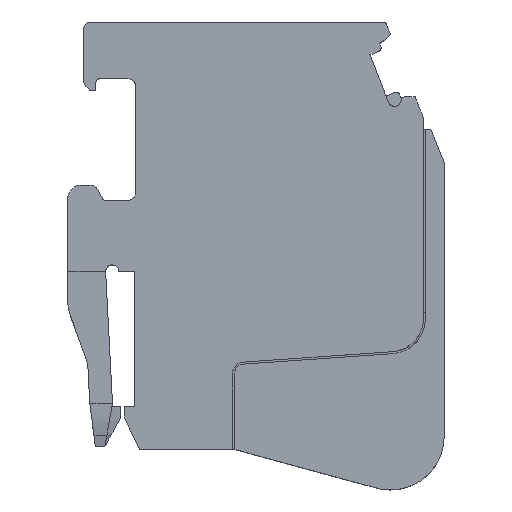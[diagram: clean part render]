
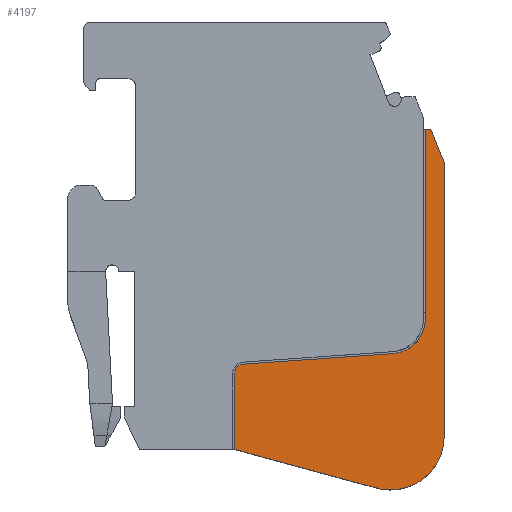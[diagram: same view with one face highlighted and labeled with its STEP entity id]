
A CAD part, top view. The second image highlights one B-rep face of the part: STEP entity #4197.
In plain terms, the highlighted planar face has unit normal (0, 0, 1).
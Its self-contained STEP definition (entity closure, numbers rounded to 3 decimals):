
#240 = VECTOR ( 'NONE', #2345, 1000. ) ;
#285 = VECTOR ( 'NONE', #2496, 1000. ) ;
#434 = CARTESIAN_POINT ( 'NONE',  ( 11.087, -20.062, 7.5 ) ) ;
#498 = CARTESIAN_POINT ( 'NONE',  ( -7.573, -23.053, 7.5 ) ) ;
#516 = DIRECTION ( 'NONE',  ( 1., 0., 0. ) ) ;
#609 = VECTOR ( 'NONE', #841, 1000. ) ;
#727 = CARTESIAN_POINT ( 'NONE',  ( 26.679, -19.053, 7.5 ) ) ;
#748 = LINE ( 'NONE', #4143, #609 ) ;
#801 = EDGE_CURVE ( 'NONE', #3012, #4205, #1742, .T. ) ;
#841 = DIRECTION ( 'NONE',  ( -0.965, 0.262, 0. ) ) ;
#845 = VERTEX_POINT ( 'NONE', #1628 ) ;
#926 = EDGE_LOOP ( 'NONE', ( #2633, #3166, #4553, #2024, #2742, #2675, #2326, #4992, #4639, #2075, #4467, #1070 ) ) ;
#972 = VERTEX_POINT ( 'NONE', #4833 ) ;
#984 = CARTESIAN_POINT ( 'NONE',  ( 25.679, 3.95, 7.5 ) ) ;
#1070 = ORIENTED_EDGE ( 'NONE', *, *, #3068, .T. ) ;
#1078 = VERTEX_POINT ( 'NONE', #4240 ) ;
#1119 = EDGE_CURVE ( 'NONE', #1963, #1756, #3609, .T. ) ;
#1210 = EDGE_CURVE ( 'NONE', #1756, #4205, #4146, .T. ) ;
#1260 = VECTOR ( 'NONE', #3485, 1000. ) ;
#1271 = EDGE_CURVE ( 'NONE', #2078, #4783, #4079, .T. ) ;
#1353 = VERTEX_POINT ( 'NONE', #2542 ) ;
#1574 = VECTOR ( 'NONE', #516, 1000. ) ;
#1628 = CARTESIAN_POINT ( 'NONE',  ( 25.269, -10.212, 7.5 ) ) ;
#1654 = CARTESIAN_POINT ( 'NONE',  ( 22.804, -12.853, 7.5 ) ) ;
#1668 = CARTESIAN_POINT ( 'NONE',  ( 23.126, -12.83, 7.5 ) ) ;
#1680 = CARTESIAN_POINT ( 'NONE',  ( 23.434, -12.751, 7.5 ) ) ;
#1688 = CARTESIAN_POINT ( 'NONE',  ( 23.745, -12.608, 7.5 ) ) ;
#1700 = CARTESIAN_POINT ( 'NONE',  ( 23.766, -12.598, 7.5 ) ) ;
#1702 = VERTEX_POINT ( 'NONE', #984 ) ;
#1707 = CARTESIAN_POINT ( 'NONE',  ( 23.805, -12.579, 7.5 ) ) ;
#1718 = CARTESIAN_POINT ( 'NONE',  ( 23.863, -12.55, 7.5 ) ) ;
#1728 = CARTESIAN_POINT ( 'NONE',  ( 23.994, -12.478, 7.5 ) ) ;
#1736 = CARTESIAN_POINT ( 'NONE',  ( 24.245, -12.315, 7.5 ) ) ;
#1741 = CARTESIAN_POINT ( 'NONE',  ( 24.438, -12.145, 7.5 ) ) ;
#1742 = LINE ( 'NONE', #498, #1574 ) ;
#1748 = CARTESIAN_POINT ( 'NONE',  ( 24.794, -11.763, 7.5 ) ) ;
#1755 = CARTESIAN_POINT ( 'NONE',  ( 24.974, -11.474, 7.5 ) ) ;
#1756 = VERTEX_POINT ( 'NONE', #727 ) ;
#1760 = CARTESIAN_POINT ( 'NONE',  ( 25.105, -11.129, 7.5 ) ) ;
#1768 = CARTESIAN_POINT ( 'NONE',  ( 25.111, -11.111, 7.5 ) ) ;
#1773 = CARTESIAN_POINT ( 'NONE',  ( 25.125, -11.073, 7.5 ) ) ;
#1782 = CARTESIAN_POINT ( 'NONE',  ( 25.144, -11.016, 7.5 ) ) ;
#1790 = CARTESIAN_POINT ( 'NONE',  ( 25.185, -10.883, 7.5 ) ) ;
#1794 = CARTESIAN_POINT ( 'NONE',  ( 25.247, -10.612, 7.5 ) ) ;
#1809 = CARTESIAN_POINT ( 'NONE',  ( 25.269, -10.212, 7.5 ) ) ;
#1852 = CARTESIAN_POINT ( 'NONE',  ( 25.269, -10.374, 7.5 ) ) ;
#1912 = DIRECTION ( 'NONE',  ( 0., -1., 0. ) ) ;
#1953 = CARTESIAN_POINT ( 'NONE',  ( 25.269, -10.546, 7.5 ) ) ;
#1963 = VERTEX_POINT ( 'NONE', #3532 ) ;
#2012 = CARTESIAN_POINT ( 'NONE',  ( 22.099, -23.053, 7.5 ) ) ;
#2024 = ORIENTED_EDGE ( 'NONE', *, *, #1271, .F. ) ;
#2075 = ORIENTED_EDGE ( 'NONE', *, *, #2922, .F. ) ;
#2078 = VERTEX_POINT ( 'NONE', #434 ) ;
#2314 = LINE ( 'NONE', #3521, #1260 ) ;
#2316 = EDGE_CURVE ( 'NONE', #3012, #2078, #748, .T. ) ;
#2323 = CARTESIAN_POINT ( 'NONE',  ( 22.679, -23.053, 7.5 ) ) ;
#2326 = ORIENTED_EDGE ( 'NONE', *, *, #1210, .F. ) ;
#2339 = DIRECTION ( 'NONE',  ( -1., 0., 0. ) ) ;
#2345 = DIRECTION ( 'NONE',  ( 1., 0., 0. ) ) ;
#2350 = AXIS2_PLACEMENT_3D ( 'NONE', #2484, #2357, #2339 ) ;
#2357 = DIRECTION ( 'NONE',  ( 0., 0., -1. ) ) ;
#2370 = LINE ( 'NONE', #2640, #2382 ) ;
#2382 = VECTOR ( 'NONE', #2699, 1000. ) ;
#2396 = CARTESIAN_POINT ( 'NONE',  ( -7.573, 3.95, 7.5 ) ) ;
#2433 = PLANE ( 'NONE',  #2350 ) ;
#2484 = CARTESIAN_POINT ( 'NONE',  ( -7.573, -11.124, 7.5 ) ) ;
#2486 = CARTESIAN_POINT ( 'NONE',  ( 25.679, 3.95, 7.5 ) ) ;
#2496 = DIRECTION ( 'NONE',  ( -0.371, 0.928, 0. ) ) ;
#2542 = CARTESIAN_POINT ( 'NONE',  ( 25.269, 3.95, 7.5 ) ) ;
#2598 = CARTESIAN_POINT ( 'NONE',  ( 11.634, -13.634, 7.5 ) ) ;
#2604 = CARTESIAN_POINT ( 'NONE',  ( 11.46, -13.646, 7.5 ) ) ;
#2610 = CARTESIAN_POINT ( 'NONE',  ( 11.291, -13.727, 7.5 ) ) ;
#2614 = CARTESIAN_POINT ( 'NONE',  ( 11.052, -13.983, 7.5 ) ) ;
#2633 = ORIENTED_EDGE ( 'NONE', *, *, #2677, .T. ) ;
#2640 = CARTESIAN_POINT ( 'NONE',  ( 10.983, -10.546, 7.5 ) ) ;
#2656 = CARTESIAN_POINT ( 'NONE',  ( 10.983, -14.332, 7.5 ) ) ;
#2660 = CARTESIAN_POINT ( 'NONE',  ( 10.983, -14.157, 7.5 ) ) ;
#2675 = ORIENTED_EDGE ( 'NONE', *, *, #801, .T. ) ;
#2677 = EDGE_CURVE ( 'NONE', #4892, #1078, #2314, .T. ) ;
#2699 = DIRECTION ( 'NONE',  ( 0., -1., 0. ) ) ;
#2742 = ORIENTED_EDGE ( 'NONE', *, *, #2316, .F. ) ;
#2852 = EDGE_CURVE ( 'NONE', #972, #1078, #3052, .T. ) ;
#2879 = EDGE_CURVE ( 'NONE', #1963, #1702, #4343, .T. ) ;
#2922 = EDGE_CURVE ( 'NONE', #1353, #1702, #5030, .T. ) ;
#2957 = CARTESIAN_POINT ( 'NONE',  ( 10.983, -20.032, 7.5 ) ) ;
#2967 = CARTESIAN_POINT ( 'NONE',  ( 11.018, -20.042, 7.5 ) ) ;
#2971 = B_SPLINE_CURVE_WITH_KNOTS ( 'NONE', 3,
 ( #1809, #1852, #1794, #1790, #1782, #1773, #1768, #1760, #1755, #1748, #1741, #1736, #1728, #1718, #1707, #1700, #1688, #1680, #1668, #1654 ),
 .UNSPECIFIED., .F., .F.,
 ( 4, 1, 1, 1, 2, 2, 2, 1, 1, 1, 2, 2, 4 ),
 ( 0., 0.125, 0.187, 0.219, 0.234, 0.25, 0.5, 0.625, 0.687, 0.719, 0.734, 0.75, 1. ),
 .UNSPECIFIED. ) ;
#2975 = CARTESIAN_POINT ( 'NONE',  ( 11.087, -20.062, 7.5 ) ) ;
#2989 = CARTESIAN_POINT ( 'NONE',  ( 11.052, -20.052, 7.5 ) ) ;
#3012 = VERTEX_POINT ( 'NONE', #2012 ) ;
#3026 = EDGE_CURVE ( 'NONE', #1353, #845, #3996, .T. ) ;
#3052 = B_SPLINE_CURVE_WITH_KNOTS ( 'NONE', 3,
 ( #2656, #2660, #2614, #2610, #2604, #2598 ),
 .UNSPECIFIED., .F., .F.,
 ( 4, 2, 4 ),
 ( 0., 0.5, 1. ),
 .UNSPECIFIED. ) ;
#3068 = EDGE_CURVE ( 'NONE', #845, #4892, #2971, .T. ) ;
#3166 = ORIENTED_EDGE ( 'NONE', *, *, #2852, .F. ) ;
#3485 = DIRECTION ( 'NONE',  ( -0.998, -0.07, 0. ) ) ;
#3521 = CARTESIAN_POINT ( 'NONE',  ( 22.804, -12.853, 7.5 ) ) ;
#3532 = CARTESIAN_POINT ( 'NONE',  ( 26.679, 1.45, 7.5 ) ) ;
#3545 = CARTESIAN_POINT ( 'NONE',  ( 22.804, -12.853, 7.5 ) ) ;
#3554 = CARTESIAN_POINT ( 'NONE',  ( 22.679, -23.053, 7.5 ) ) ;
#3562 = CARTESIAN_POINT ( 'NONE',  ( 23.203, -23.053, 7.5 ) ) ;
#3581 = CARTESIAN_POINT ( 'NONE',  ( 23.726, -22.949, 7.5 ) ) ;
#3587 = CARTESIAN_POINT ( 'NONE',  ( 24.694, -22.548, 7.5 ) ) ;
#3592 = VECTOR ( 'NONE', #4077, 1000. ) ;
#3594 = CARTESIAN_POINT ( 'NONE',  ( 25.138, -22.252, 7.5 ) ) ;
#3609 = LINE ( 'NONE', #4149, #3592 ) ;
#3611 = CARTESIAN_POINT ( 'NONE',  ( 25.878, -21.511, 7.5 ) ) ;
#3626 = CARTESIAN_POINT ( 'NONE',  ( 26.175, -21.068, 7.5 ) ) ;
#3642 = CARTESIAN_POINT ( 'NONE',  ( 26.679, -19.053, 7.5 ) ) ;
#3792 = CARTESIAN_POINT ( 'NONE',  ( 26.679, -19.577, 7.5 ) ) ;
#3815 = CARTESIAN_POINT ( 'NONE',  ( 26.575, -20.1, 7.5 ) ) ;
#3996 = LINE ( 'NONE', #1953, #4454 ) ;
#4077 = DIRECTION ( 'NONE',  ( 0., -1., 0. ) ) ;
#4079 = B_SPLINE_CURVE_WITH_KNOTS ( 'NONE', 3,
 ( #2975, #2989, #2967, #2957 ),
 .UNSPECIFIED., .F., .F.,
 ( 4, 4 ),
 ( 0., 1. ),
 .UNSPECIFIED. ) ;
#4143 = CARTESIAN_POINT ( 'NONE',  ( 22.099, -23.053, 7.5 ) ) ;
#4146 = B_SPLINE_CURVE_WITH_KNOTS ( 'NONE', 3,
 ( #3642, #3792, #3815, #3626, #3611, #3594, #3587, #3581, #3562, #3554 ),
 .UNSPECIFIED., .F., .F.,
 ( 4, 2, 2, 2, 4 ),
 ( 0., 0.25, 0.5, 0.75, 1. ),
 .UNSPECIFIED. ) ;
#4149 = CARTESIAN_POINT ( 'NONE',  ( 26.679, -11.124, 7.5 ) ) ;
#4197 = ADVANCED_FACE ( 'NONE', ( #5058 ), #2433, .F. ) ;
#4205 = VERTEX_POINT ( 'NONE', #2323 ) ;
#4240 = CARTESIAN_POINT ( 'NONE',  ( 11.634, -13.634, 7.5 ) ) ;
#4343 = LINE ( 'NONE', #2486, #285 ) ;
#4454 = VECTOR ( 'NONE', #1912, 1000. ) ;
#4467 = ORIENTED_EDGE ( 'NONE', *, *, #3026, .T. ) ;
#4488 = CARTESIAN_POINT ( 'NONE',  ( 10.983, -20.032, 7.5 ) ) ;
#4553 = ORIENTED_EDGE ( 'NONE', *, *, #5003, .T. ) ;
#4639 = ORIENTED_EDGE ( 'NONE', *, *, #2879, .T. ) ;
#4783 = VERTEX_POINT ( 'NONE', #4488 ) ;
#4833 = CARTESIAN_POINT ( 'NONE',  ( 10.983, -14.332, 7.5 ) ) ;
#4892 = VERTEX_POINT ( 'NONE', #3545 ) ;
#4992 = ORIENTED_EDGE ( 'NONE', *, *, #1119, .F. ) ;
#5003 = EDGE_CURVE ( 'NONE', #972, #4783, #2370, .T. ) ;
#5030 = LINE ( 'NONE', #2396, #240 ) ;
#5058 = FACE_OUTER_BOUND ( 'NONE', #926, .T. ) ;
